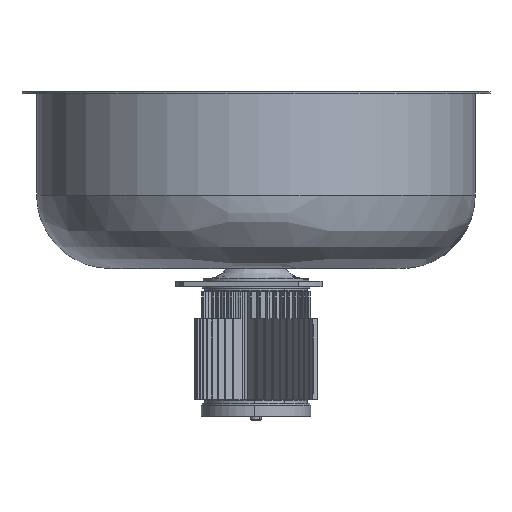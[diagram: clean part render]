
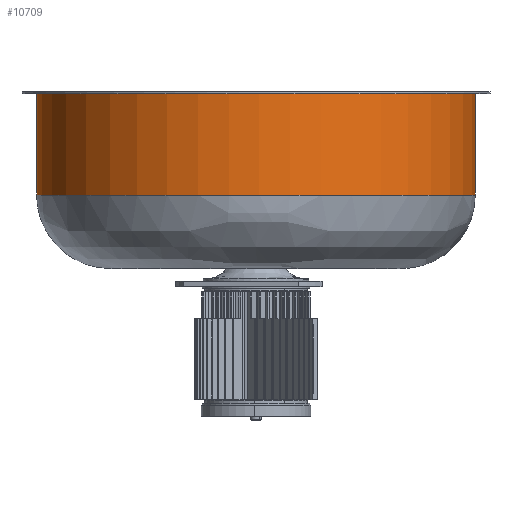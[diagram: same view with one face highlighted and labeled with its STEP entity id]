
A CAD part, front view. The second image highlights one B-rep face of the part: STEP entity #10709.
In plain terms, the highlighted free-form (B-spline) face has degree [2, 1] with [5, 2] control points.
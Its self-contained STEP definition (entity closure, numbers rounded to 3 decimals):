
#10670 = VERTEX_POINT('',#10671);
#10671 = CARTESIAN_POINT('',(-221.936,-30.258,
    13.325));
#10679 = VERTEX_POINT('',#10680);
#10680 = CARTESIAN_POINT('',(183.383,-30.258,
    13.325));
#10686 = EDGE_CURVE('',#10679,#10670,#10687,.T.);
#10687 = ( BOUNDED_CURVE() B_SPLINE_CURVE(2,(#10688,#10689,#10690,#10691
,#10692),.UNSPECIFIED.,.F.,.F.) B_SPLINE_CURVE_WITH_KNOTS((3,2,3),(
    1.571,3.142,4.712),
.PIECEWISE_BEZIER_KNOTS.) CURVE() GEOMETRIC_REPRESENTATION_ITEM() 
RATIONAL_B_SPLINE_CURVE((1.,0.707,1.,0.707,1.)) 
REPRESENTATION_ITEM('') );
#10688 = CARTESIAN_POINT('',(183.383,-30.258,
    13.325));
#10689 = CARTESIAN_POINT('',(183.383,-232.918,
    13.325));
#10690 = CARTESIAN_POINT('',(-19.277,-232.918,
    13.325));
#10691 = CARTESIAN_POINT('',(-221.936,-232.918,
    13.325));
#10692 = CARTESIAN_POINT('',(-221.936,-30.258,
    13.325));
#10709 = ADVANCED_FACE('',(#10710),#10735,.T.);
#10710 = FACE_BOUND('',#10711,.T.);
#10711 = EDGE_LOOP('',(#10712,#10719,#10720,#10727));
#10712 = ORIENTED_EDGE('',*,*,#10713,.F.);
#10713 = EDGE_CURVE('',#10670,#10714,#10716,.T.);
#10714 = VERTEX_POINT('',#10715);
#10715 = CARTESIAN_POINT('',(-221.936,-30.258,
    106.988));
#10716 = B_SPLINE_CURVE_WITH_KNOTS('',1,(#10717,#10718),.UNSPECIFIED.,
  .F.,.F.,(2,2),(63.,176.),.PIECEWISE_BEZIER_KNOTS.);
#10717 = CARTESIAN_POINT('',(-221.936,-30.258,
    13.325));
#10718 = CARTESIAN_POINT('',(-221.936,-30.258,
    106.988));
#10719 = ORIENTED_EDGE('',*,*,#10686,.F.);
#10720 = ORIENTED_EDGE('',*,*,#10721,.F.);
#10721 = EDGE_CURVE('',#10722,#10679,#10724,.T.);
#10722 = VERTEX_POINT('',#10723);
#10723 = CARTESIAN_POINT('',(183.383,-30.258,
    106.988));
#10724 = B_SPLINE_CURVE_WITH_KNOTS('',1,(#10725,#10726),.UNSPECIFIED.,
  .F.,.F.,(2,2),(-176.,-63.),.PIECEWISE_BEZIER_KNOTS.);
#10725 = CARTESIAN_POINT('',(183.383,-30.258,
    106.988));
#10726 = CARTESIAN_POINT('',(183.383,-30.258,
    13.325));
#10727 = ORIENTED_EDGE('',*,*,#10728,.T.);
#10728 = EDGE_CURVE('',#10722,#10714,#10729,.T.);
#10729 = ( BOUNDED_CURVE() B_SPLINE_CURVE(2,(#10730,#10731,#10732,#10733
,#10734),.UNSPECIFIED.,.F.,.F.) B_SPLINE_CURVE_WITH_KNOTS((3,2,3),(
    1.571,3.142,4.712),
.PIECEWISE_BEZIER_KNOTS.) CURVE() GEOMETRIC_REPRESENTATION_ITEM() 
RATIONAL_B_SPLINE_CURVE((1.,0.707,1.,0.707,1.)) 
REPRESENTATION_ITEM('') );
#10730 = CARTESIAN_POINT('',(183.383,-30.258,
    106.988));
#10731 = CARTESIAN_POINT('',(183.383,-232.918,
    106.988));
#10732 = CARTESIAN_POINT('',(-19.277,-232.918,
    106.988));
#10733 = CARTESIAN_POINT('',(-221.936,-232.918,
    106.988));
#10734 = CARTESIAN_POINT('',(-221.936,-30.258,
    106.988));
#10735 = ( BOUNDED_SURFACE() B_SPLINE_SURFACE(2,1,(
    (#10736,#10737)
    ,(#10738,#10739)
    ,(#10740,#10741)
    ,(#10742,#10743)
    ,(#10744,#10745
)),.UNSPECIFIED.,.F.,.F.,.F.) B_SPLINE_SURFACE_WITH_KNOTS((3,2,3),(2,2),
  (1.571,3.142,4.712),(-176.,-63.),
.PIECEWISE_BEZIER_KNOTS.) GEOMETRIC_REPRESENTATION_ITEM() 
RATIONAL_B_SPLINE_SURFACE((
    (1.,1.)
    ,(0.707,0.707)
    ,(1.,1.)
    ,(0.707,0.707)
,(1.,1.))) REPRESENTATION_ITEM('') SURFACE() );
#10736 = CARTESIAN_POINT('',(183.383,-30.258,
    106.988));
#10737 = CARTESIAN_POINT('',(183.383,-30.258,
    13.325));
#10738 = CARTESIAN_POINT('',(183.383,-232.918,
    106.988));
#10739 = CARTESIAN_POINT('',(183.383,-232.918,
    13.325));
#10740 = CARTESIAN_POINT('',(-19.277,-232.918,
    106.988));
#10741 = CARTESIAN_POINT('',(-19.277,-232.918,
    13.325));
#10742 = CARTESIAN_POINT('',(-221.936,-232.918,
    106.988));
#10743 = CARTESIAN_POINT('',(-221.936,-232.918,
    13.325));
#10744 = CARTESIAN_POINT('',(-221.936,-30.258,
    106.988));
#10745 = CARTESIAN_POINT('',(-221.936,-30.258,
    13.325));
